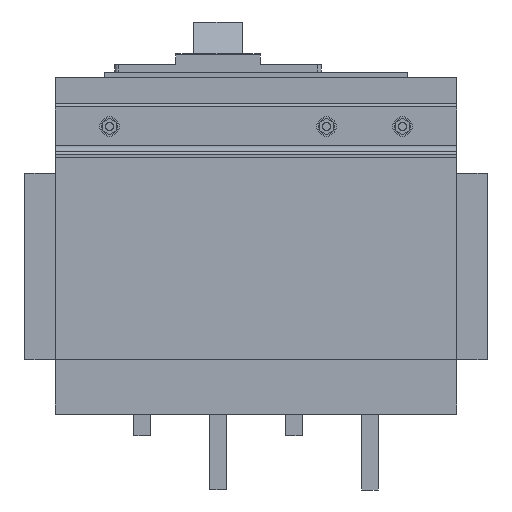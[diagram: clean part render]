
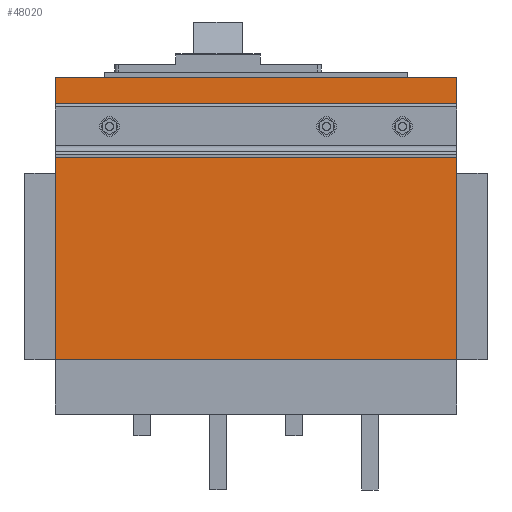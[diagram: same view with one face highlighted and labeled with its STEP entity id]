
A CAD part, front view. The second image highlights one B-rep face of the part: STEP entity #48020.
In plain terms, the highlighted planar face has unit normal (0, -1, 0).
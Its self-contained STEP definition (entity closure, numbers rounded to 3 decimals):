
#47630=CARTESIAN_POINT('',(427.147,850.26,
-272.));
#47640=DIRECTION('',(0.,1.,0.));
#47650=DIRECTION('',(0.,0.,-1.));
#47660=AXIS2_PLACEMENT_3D('',#47630,#47640,#47650);
#47670=PLANE('',#47660);
#47680=CARTESIAN_POINT('',(0.,850.26,-12.));
#47690=DIRECTION('',(-1.,0.,0.));
#47700=VECTOR('',#47690,1.);
#47710=LINE('',#47680,#47700);
#47720=CARTESIAN_POINT('',(427.147,850.26,
-12.));
#47730=VERTEX_POINT('',#47720);
#47740=CARTESIAN_POINT('',(57.147,850.26,
-12.));
#47750=VERTEX_POINT('',#47740);
#47760=EDGE_CURVE('',#47730,#47750,#47710,.T.);
#47770=ORIENTED_EDGE('',*,*,#47760,.T.);
#47780=CARTESIAN_POINT('',(427.147,850.26,
-12.));
#47790=DIRECTION('',(0.,0.,-1.));
#47800=VECTOR('',#47790,1.);
#47810=LINE('',#47780,#47800);
#47820=CARTESIAN_POINT('',(427.147,850.26,
-272.));
#47830=VERTEX_POINT('',#47820);
#47840=EDGE_CURVE('',#47730,#47830,#47810,.T.);
#47850=ORIENTED_EDGE('',*,*,#47840,.F.);
#47860=CARTESIAN_POINT('',(0.,850.26,-272.));
#47870=DIRECTION('',(-1.,0.,0.));
#47880=VECTOR('',#47870,1.);
#47890=LINE('',#47860,#47880);
#47900=CARTESIAN_POINT('',(57.147,850.26,
-272.));
#47910=VERTEX_POINT('',#47900);
#47920=EDGE_CURVE('',#47830,#47910,#47890,.T.);
#47930=ORIENTED_EDGE('',*,*,#47920,.F.);
#47940=CARTESIAN_POINT('',(57.147,850.26,0.));
#47950=DIRECTION('',(0.,0.,-1.));
#47960=VECTOR('',#47950,1.);
#47970=LINE('',#47940,#47960);
#47980=EDGE_CURVE('',#47750,#47910,#47970,.T.);
#47990=ORIENTED_EDGE('',*,*,#47980,.T.);
#48000=EDGE_LOOP('',(#47990,#47930,#47850,#47770));
#48010=FACE_OUTER_BOUND('',#48000,.T.);
#48020=ADVANCED_FACE('',(#48010),#47670,.F.);
